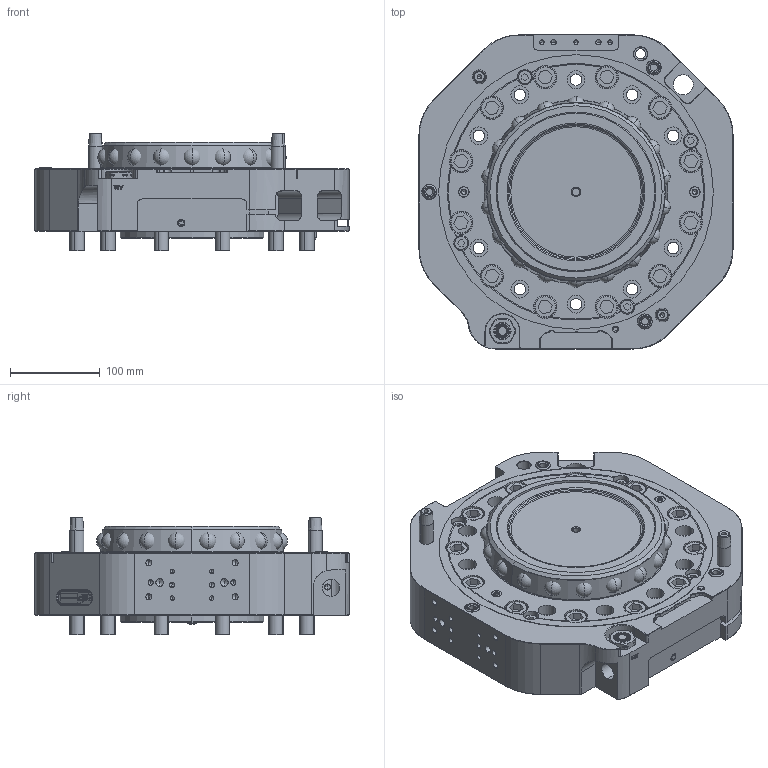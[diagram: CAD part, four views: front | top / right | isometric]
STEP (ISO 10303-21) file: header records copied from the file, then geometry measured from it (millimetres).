
FILE_DESCRIPTION (( 'STEP AP214' ), '1' );
FILE_NAME ('P7924.STEP', '2023-08-24T12:27:33', ( '' ), ( '' ), 'SwSTEP 2.0', 'SolidWorks 2021', '' );
FILE_SCHEMA (( 'AUTOMOTIVE_DESIGN' ));
Length unit declared in the file: millimetre
Products named in the file (1): P7924
Bounding box: 350 x 350 x 131.5 mm (x, y, z)
Volume: 8145573.7 mm3; surface area: 834550.8 mm2
Topology: 57 solids, 59 shells, 1766 faces, 4351 edges, 2710 vertices
Faces by surface type: plane 646, cylinder 538, cone 349, bspline 109, torus 84, sphere 40
Entity records: 77496 total; most frequent: CARTESIAN_POINT 16424, DIRECTION 8598, ORIENTED_EDGE 8286, EDGE_CURVE 4143, AXIS2_PLACEMENT_3D 3187, VERTEX_POINT 2656, LINE 2224, VECTOR 2224
